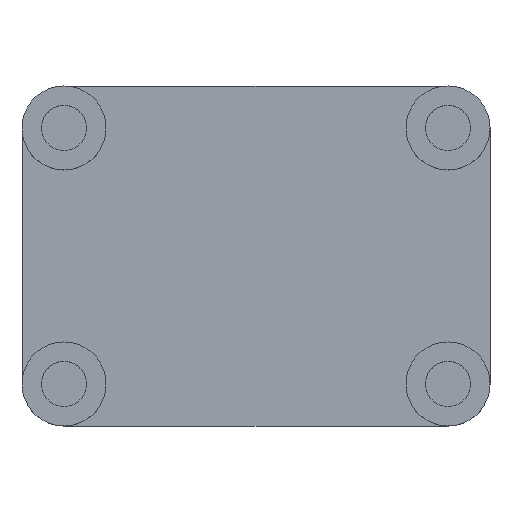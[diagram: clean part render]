
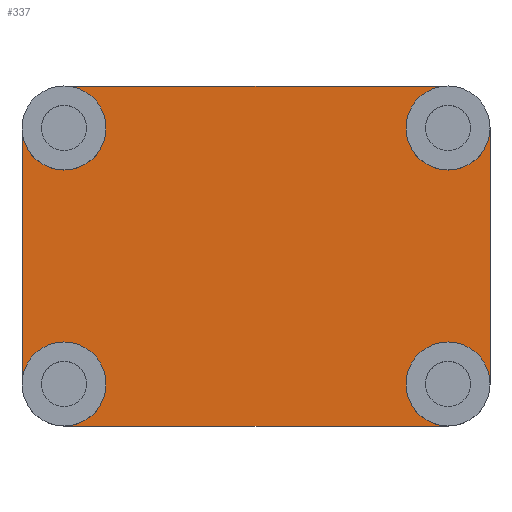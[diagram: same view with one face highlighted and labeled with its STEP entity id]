
A CAD part, top view. The second image highlights one B-rep face of the part: STEP entity #337.
In plain terms, the highlighted planar face has unit normal (0, 0, 1).
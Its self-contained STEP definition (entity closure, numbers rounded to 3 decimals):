
#25=PLANE('',#383);
#43=FACE_OUTER_BOUND('',#67,.T.);
#67=EDGE_LOOP('',(#251,#252,#253,#254,#255,#256,#257,#258,#259,#260));
#85=LINE('',#561,#109);
#86=LINE('',#567,#110);
#87=LINE('',#573,#111);
#88=LINE('',#576,#112);
#109=VECTOR('',#457,10.);
#110=VECTOR('',#462,10.);
#111=VECTOR('',#467,10.);
#112=VECTOR('',#470,10.);
#139=CIRCLE('',#384,5.);
#140=CIRCLE('',#385,5.);
#141=CIRCLE('',#386,5.);
#142=CIRCLE('',#387,5.);
#143=CIRCLE('',#388,5.);
#144=CIRCLE('',#389,5.);
#161=VERTEX_POINT('',#557);
#162=VERTEX_POINT('',#558);
#163=VERTEX_POINT('',#560);
#164=VERTEX_POINT('',#562);
#165=VERTEX_POINT('',#564);
#166=VERTEX_POINT('',#566);
#167=VERTEX_POINT('',#568);
#168=VERTEX_POINT('',#570);
#169=VERTEX_POINT('',#572);
#170=VERTEX_POINT('',#574);
#195=EDGE_CURVE('',#161,#162,#139,.T.);
#196=EDGE_CURVE('',#162,#163,#85,.T.);
#197=EDGE_CURVE('',#163,#164,#140,.T.);
#198=EDGE_CURVE('',#164,#165,#141,.T.);
#199=EDGE_CURVE('',#165,#166,#86,.T.);
#200=EDGE_CURVE('',#166,#167,#142,.T.);
#201=EDGE_CURVE('',#167,#168,#143,.T.);
#202=EDGE_CURVE('',#168,#169,#87,.T.);
#203=EDGE_CURVE('',#169,#170,#144,.T.);
#204=EDGE_CURVE('',#170,#161,#88,.T.);
#251=ORIENTED_EDGE('',*,*,#195,.T.);
#252=ORIENTED_EDGE('',*,*,#196,.T.);
#253=ORIENTED_EDGE('',*,*,#197,.T.);
#254=ORIENTED_EDGE('',*,*,#198,.T.);
#255=ORIENTED_EDGE('',*,*,#199,.T.);
#256=ORIENTED_EDGE('',*,*,#200,.T.);
#257=ORIENTED_EDGE('',*,*,#201,.T.);
#258=ORIENTED_EDGE('',*,*,#202,.T.);
#259=ORIENTED_EDGE('',*,*,#203,.T.);
#260=ORIENTED_EDGE('',*,*,#204,.T.);
#337=ADVANCED_FACE('',(#43),#25,.T.);
#383=AXIS2_PLACEMENT_3D('',#556,#453,#454);
#384=AXIS2_PLACEMENT_3D('',#559,#455,#456);
#385=AXIS2_PLACEMENT_3D('',#563,#458,#459);
#386=AXIS2_PLACEMENT_3D('',#565,#460,#461);
#387=AXIS2_PLACEMENT_3D('',#569,#463,#464);
#388=AXIS2_PLACEMENT_3D('',#571,#465,#466);
#389=AXIS2_PLACEMENT_3D('',#575,#468,#469);
#453=DIRECTION('center_axis',(0.,0.,1.));
#454=DIRECTION('ref_axis',(1.,0.,0.));
#455=DIRECTION('center_axis',(0.,0.,-1.));
#456=DIRECTION('ref_axis',(1.,0.,0.));
#457=DIRECTION('',(1.,0.,0.));
#458=DIRECTION('center_axis',(0.,0.,-1.));
#459=DIRECTION('ref_axis',(1.,0.,0.));
#460=DIRECTION('center_axis',(0.,0.,-1.));
#461=DIRECTION('ref_axis',(1.,0.,0.));
#462=DIRECTION('',(0.,1.,0.));
#463=DIRECTION('center_axis',(0.,0.,-1.));
#464=DIRECTION('ref_axis',(1.,0.,0.));
#465=DIRECTION('center_axis',(0.,0.,-1.));
#466=DIRECTION('ref_axis',(1.,0.,0.));
#467=DIRECTION('',(-1.,0.,0.));
#468=DIRECTION('center_axis',(0.,0.,-1.));
#469=DIRECTION('ref_axis',(1.,0.,0.));
#470=DIRECTION('',(0.,-1.,0.));
#556=CARTESIAN_POINT('Origin',(0.,0.,3.));
#557=CARTESIAN_POINT('',(-27.86,-15.24,3.));
#558=CARTESIAN_POINT('',(-22.86,-20.24,3.));
#559=CARTESIAN_POINT('Origin',(-22.86,-15.24,3.));
#560=CARTESIAN_POINT('',(22.86,-20.24,3.));
#561=CARTESIAN_POINT('',(-22.86,-20.24,3.));
#562=CARTESIAN_POINT('',(17.86,-15.24,3.));
#563=CARTESIAN_POINT('Origin',(22.86,-15.24,3.));
#564=CARTESIAN_POINT('',(27.86,-15.24,3.));
#565=CARTESIAN_POINT('Origin',(22.86,-15.24,3.));
#566=CARTESIAN_POINT('',(27.86,15.24,3.));
#567=CARTESIAN_POINT('',(27.86,15.24,3.));
#568=CARTESIAN_POINT('',(17.86,15.24,3.));
#569=CARTESIAN_POINT('Origin',(22.86,15.24,3.));
#570=CARTESIAN_POINT('',(22.86,20.24,3.));
#571=CARTESIAN_POINT('Origin',(22.86,15.24,3.));
#572=CARTESIAN_POINT('',(-22.86,20.24,3.));
#573=CARTESIAN_POINT('',(-22.86,20.24,3.));
#574=CARTESIAN_POINT('',(-27.86,15.24,3.));
#575=CARTESIAN_POINT('Origin',(-22.86,15.24,3.));
#576=CARTESIAN_POINT('',(-27.86,15.24,3.));
